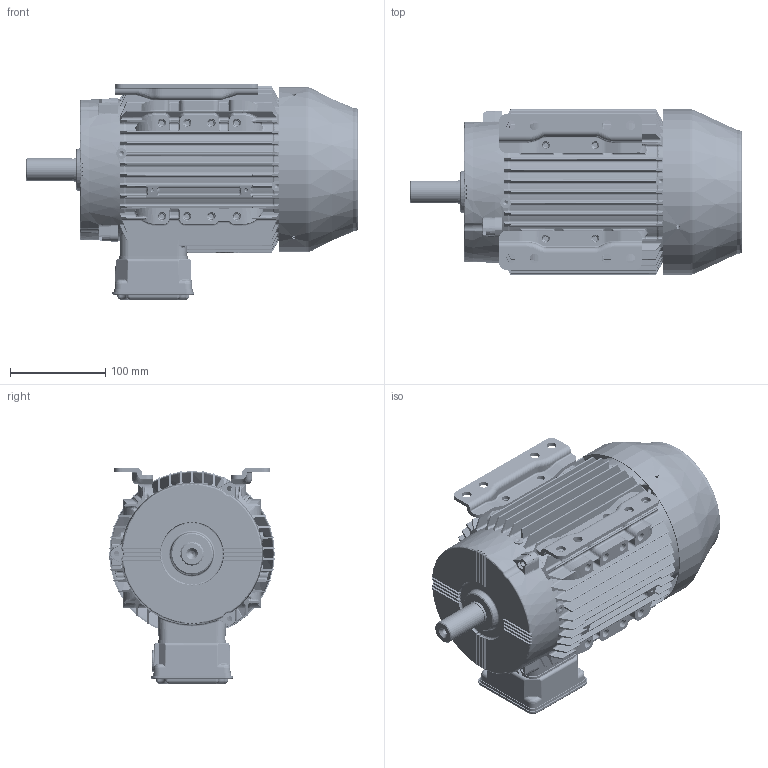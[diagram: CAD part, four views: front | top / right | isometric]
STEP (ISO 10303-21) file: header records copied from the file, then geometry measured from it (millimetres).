
FILE_DESCRIPTION( ( 'Unknown' ), '1' );
FILE_NAME( 'WP-DA90LSX B3.stp', 'Unknown', ( 'Unknown' ), ( 'Unknown' ), 'PSStep 17.0.49', 'Unknown', ' ' );
FILE_SCHEMA( ( 'AUTOMOTIVE_DESIGN { 1 0 10303 214 1 1 1 1 }' ) );
Length unit declared in the file: millimetre
Products named in the file (2): w90ya013
Bounding box: 348.61 x 174.63 x 226.57 mm (x, y, z)
Volume: 1397000.6 mm3; surface area: 732551.8 mm2
Topology: 2 solids, 10 shells, 4885 faces, 12486 edges, 7606 vertices
Faces by surface type: cylinder 1496, plane 1292, bspline 969, torus 531, sphere 304, cone 293
Full cylindrical faces by diameter (mm): 2.8 x2, 3.2 x4, 3.5 x3, 3.6 x4, 3.85 x4, 4.5 x9, 4.74 x2, 4.79 x1, 5 x12, 5.5 x8, 5.6 x4, 5.8 x10, 6 x4, 6.647 x1, 8 x3, 8.4 x4, 10 x9, 15.2 x1, 15.4 x1, 16 x1, 17 x3, 17.24 x1, 18 x1, 18.972 x1, 19.68 x1, 20 x1, 21 x2, 23 x1, 23.248 x1, 24 x2
Entity records: 290282 total; most frequent: CARTESIAN_POINT 140948, ORIENTED_EDGE 23624, DIRECTION 22325, EDGE_CURVE 11812, AXIS2_PLACEMENT_3D 9125, VERTEX_POINT 7419, EDGE_LOOP 5566, FACE_OUTER_BOUND 5034
